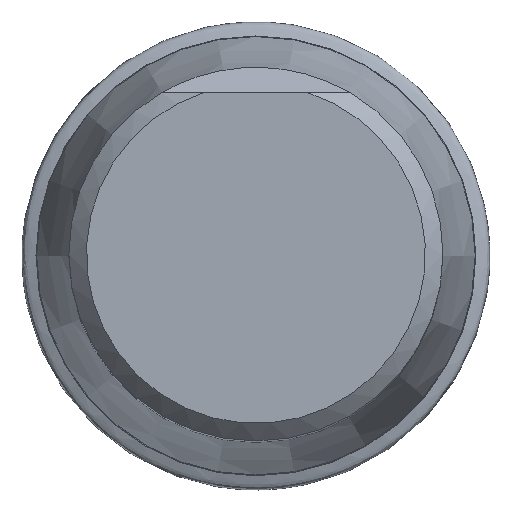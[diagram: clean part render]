
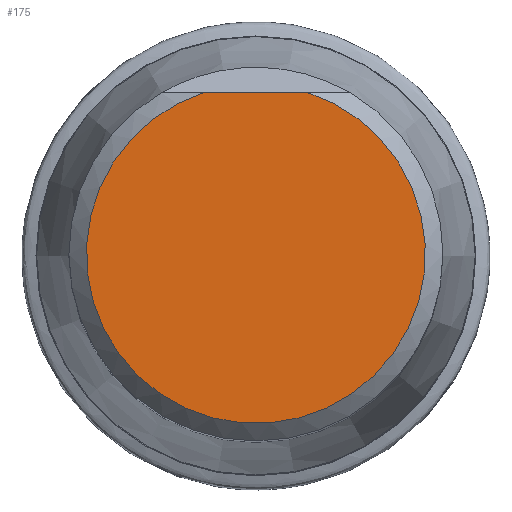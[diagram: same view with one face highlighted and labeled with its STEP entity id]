
A CAD part, top view. The second image highlights one B-rep face of the part: STEP entity #175.
In plain terms, the highlighted planar face has unit normal (0, 0, 1).
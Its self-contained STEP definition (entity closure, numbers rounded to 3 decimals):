
#106=LINE('',#820,#114);
#114=VECTOR('',#699,1.);
#133=FACE_OUTER_BOUND('',#268,.T.);
#142=PLANE('',#583);
#175=ADVANCED_FACE('CU_SU3',(#133),#142,.F.);
#268=EDGE_LOOP('',(#317,#318));
#317=ORIENTED_EDGE('',*,*,#399,.F.);
#318=ORIENTED_EDGE('',*,*,#400,.F.);
#368=VERTEX_POINT('',#821);
#369=VERTEX_POINT('',#822);
#399=EDGE_CURVE('',#368,#369,#106,.T.);
#400=EDGE_CURVE('',#369,#368,#434,.T.);
#434=CIRCLE('',#582,14.496);
#582=AXIS2_PLACEMENT_3D('',#823,#700,#701);
#583=AXIS2_PLACEMENT_3D('',#824,#702,#703);
#699=DIRECTION('',(1.,0.,0.));
#700=DIRECTION('',(0.,0.,-1.));
#701=DIRECTION('',(-1.,0.,0.));
#702=DIRECTION('',(0.,0.,-1.));
#703=DIRECTION('',(-1.,0.,0.));
#820=CARTESIAN_POINT('',(0.,13.8,0.));
#821=CARTESIAN_POINT('',(-4.438,13.8,0.));
#822=CARTESIAN_POINT('',(4.438,13.8,0.));
#823=CARTESIAN_POINT('',(0.,0.,0.));
#824=CARTESIAN_POINT('',(0.,0.,0.));
